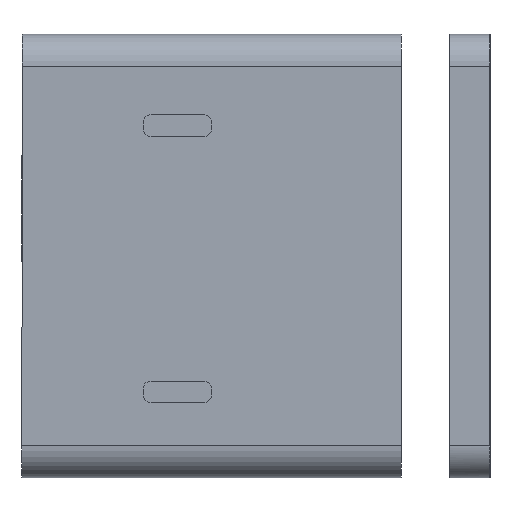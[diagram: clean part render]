
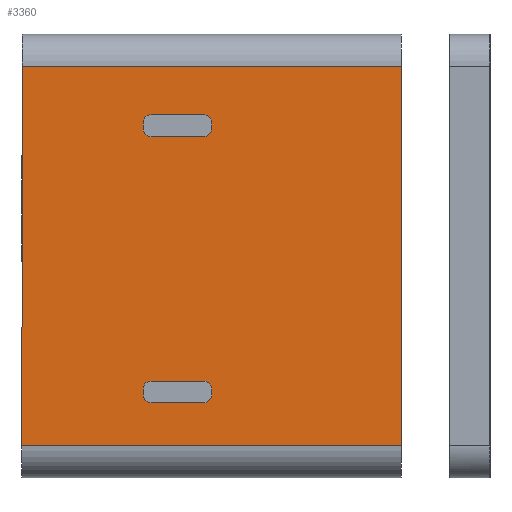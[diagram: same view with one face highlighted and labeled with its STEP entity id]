
A CAD part, left-side view. The second image highlights one B-rep face of the part: STEP entity #3360.
In plain terms, the highlighted planar face has unit normal (-1, 0, 0).
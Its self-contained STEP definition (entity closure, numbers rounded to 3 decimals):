
#343=FACE_BOUND('',#751,.T.);
#344=FACE_BOUND('',#752,.T.);
#358=CIRCLE('',#3413,1.);
#359=CIRCLE('',#3416,1.);
#360=CIRCLE('',#3419,1.);
#361=CIRCLE('',#3422,1.);
#382=CIRCLE('',#3487,1.);
#383=CIRCLE('',#3489,1.);
#384=CIRCLE('',#3492,1.);
#385=CIRCLE('',#3494,1.);
#560=FACE_OUTER_BOUND('',#750,.T.);
#750=EDGE_LOOP('',(#2983,#2984,#2985,#2986));
#751=EDGE_LOOP('',(#2987,#2988,#2989,#2990,#2991,#2992,#2993,#2994));
#752=EDGE_LOOP('',(#2995,#2996,#2997,#2998,#2999,#3000,#3001,#3002));
#800=LINE('',#4167,#1061);
#803=LINE('',#4175,#1064);
#807=LINE('',#4185,#1068);
#810=LINE('',#4193,#1071);
#815=LINE('',#4208,#1076);
#946=LINE('',#6052,#1207);
#996=LINE('',#6161,#1257);
#1000=LINE('',#6172,#1261);
#1004=LINE('',#6184,#1265);
#1005=LINE('',#6186,#1266);
#1012=LINE('',#6199,#1273);
#1013=LINE('',#6201,#1274);
#1061=VECTOR('',#3594,10.);
#1064=VECTOR('',#3603,10.);
#1068=VECTOR('',#3613,10.);
#1071=VECTOR('',#3622,10.);
#1076=VECTOR('',#3633,10.);
#1207=VECTOR('',#3828,10.);
#1257=VECTOR('',#3932,10.);
#1261=VECTOR('',#3946,10.);
#1265=VECTOR('',#3960,10.);
#1266=VECTOR('',#3963,10.);
#1273=VECTOR('',#3978,10.);
#1274=VECTOR('',#3981,10.);
#1327=VERTEX_POINT('',#4159);
#1328=VERTEX_POINT('',#4161);
#1329=VERTEX_POINT('',#4165);
#1330=VERTEX_POINT('',#4169);
#1331=VERTEX_POINT('',#4173);
#1332=VERTEX_POINT('',#4177);
#1333=VERTEX_POINT('',#4179);
#1334=VERTEX_POINT('',#4183);
#1335=VERTEX_POINT('',#4187);
#1336=VERTEX_POINT('',#4191);
#1342=VERTEX_POINT('',#4205);
#1343=VERTEX_POINT('',#4207);
#1564=VERTEX_POINT('',#6038);
#1570=VERTEX_POINT('',#6050);
#1602=VERTEX_POINT('',#6160);
#1603=VERTEX_POINT('',#6164);
#1604=VERTEX_POINT('',#6168);
#1605=VERTEX_POINT('',#6174);
#1606=VERTEX_POINT('',#6178);
#1607=VERTEX_POINT('',#6180);
#1656=EDGE_CURVE('',#1327,#1328,#358,.T.);
#1659=EDGE_CURVE('',#1327,#1329,#800,.T.);
#1661=EDGE_CURVE('',#1330,#1329,#359,.T.);
#1663=EDGE_CURVE('',#1330,#1331,#803,.T.);
#1665=EDGE_CURVE('',#1332,#1333,#360,.T.);
#1668=EDGE_CURVE('',#1332,#1334,#807,.T.);
#1670=EDGE_CURVE('',#1335,#1334,#361,.T.);
#1672=EDGE_CURVE('',#1335,#1336,#810,.T.);
#1678=EDGE_CURVE('',#1342,#1343,#815,.T.);
#2008=EDGE_CURVE('',#1570,#1564,#946,.T.);
#2062=EDGE_CURVE('',#1602,#1328,#996,.T.);
#2065=EDGE_CURVE('',#1603,#1331,#382,.T.);
#2066=EDGE_CURVE('',#1602,#1604,#383,.T.);
#2068=EDGE_CURVE('',#1603,#1604,#1000,.T.);
#2070=EDGE_CURVE('',#1605,#1336,#384,.T.);
#2072=EDGE_CURVE('',#1606,#1607,#385,.T.);
#2074=EDGE_CURVE('',#1605,#1607,#1004,.T.);
#2075=EDGE_CURVE('',#1606,#1333,#1005,.T.);
#2082=EDGE_CURVE('',#1564,#1342,#1012,.T.);
#2083=EDGE_CURVE('',#1343,#1570,#1013,.T.);
#2983=ORIENTED_EDGE('',*,*,#2082,.F.);
#2984=ORIENTED_EDGE('',*,*,#2008,.F.);
#2985=ORIENTED_EDGE('',*,*,#2083,.F.);
#2986=ORIENTED_EDGE('',*,*,#1678,.F.);
#2987=ORIENTED_EDGE('',*,*,#2068,.T.);
#2988=ORIENTED_EDGE('',*,*,#2066,.F.);
#2989=ORIENTED_EDGE('',*,*,#2062,.T.);
#2990=ORIENTED_EDGE('',*,*,#1656,.F.);
#2991=ORIENTED_EDGE('',*,*,#1659,.T.);
#2992=ORIENTED_EDGE('',*,*,#1661,.F.);
#2993=ORIENTED_EDGE('',*,*,#1663,.T.);
#2994=ORIENTED_EDGE('',*,*,#2065,.F.);
#2995=ORIENTED_EDGE('',*,*,#2074,.T.);
#2996=ORIENTED_EDGE('',*,*,#2072,.F.);
#2997=ORIENTED_EDGE('',*,*,#2075,.T.);
#2998=ORIENTED_EDGE('',*,*,#1665,.F.);
#2999=ORIENTED_EDGE('',*,*,#1668,.T.);
#3000=ORIENTED_EDGE('',*,*,#1670,.F.);
#3001=ORIENTED_EDGE('',*,*,#1672,.T.);
#3002=ORIENTED_EDGE('',*,*,#2070,.F.);
#3197=PLANE('',#3501);
#3360=ADVANCED_FACE('',(#560,#343,#344),#3197,.T.);
#3413=AXIS2_PLACEMENT_3D('',#4162,#3588,#3589);
#3416=AXIS2_PLACEMENT_3D('',#4171,#3598,#3599);
#3419=AXIS2_PLACEMENT_3D('',#4180,#3607,#3608);
#3422=AXIS2_PLACEMENT_3D('',#4189,#3617,#3618);
#3487=AXIS2_PLACEMENT_3D('',#6166,#3937,#3938);
#3489=AXIS2_PLACEMENT_3D('',#6169,#3941,#3942);
#3492=AXIS2_PLACEMENT_3D('',#6176,#3950,#3951);
#3494=AXIS2_PLACEMENT_3D('',#6181,#3955,#3956);
#3501=AXIS2_PLACEMENT_3D('',#6200,#3979,#3980);
#3588=DIRECTION('center_axis',(-1.,0.,0.));
#3589=DIRECTION('ref_axis',(0.,0.707,-0.707));
#3594=DIRECTION('',(0.,0.,1.));
#3598=DIRECTION('center_axis',(-1.,0.,0.));
#3599=DIRECTION('ref_axis',(0.,0.707,0.707));
#3603=DIRECTION('',(0.,-1.,0.));
#3607=DIRECTION('center_axis',(-1.,0.,0.));
#3608=DIRECTION('ref_axis',(0.,0.707,-0.707));
#3613=DIRECTION('',(0.,0.,1.));
#3617=DIRECTION('center_axis',(-1.,0.,0.));
#3618=DIRECTION('ref_axis',(0.,0.707,0.707));
#3622=DIRECTION('',(0.,-1.,0.));
#3633=DIRECTION('',(0.,0.,-1.));
#3828=DIRECTION('',(0.,0.,1.));
#3932=DIRECTION('',(0.,1.,0.));
#3937=DIRECTION('center_axis',(-1.,0.,0.));
#3938=DIRECTION('ref_axis',(0.,-0.707,0.707));
#3941=DIRECTION('center_axis',(-1.,0.,0.));
#3942=DIRECTION('ref_axis',(0.,-0.707,-0.707));
#3946=DIRECTION('',(0.,0.,-1.));
#3950=DIRECTION('center_axis',(-1.,0.,0.));
#3951=DIRECTION('ref_axis',(0.,-0.707,0.707));
#3955=DIRECTION('center_axis',(-1.,0.,0.));
#3956=DIRECTION('ref_axis',(0.,-0.707,-0.707));
#3960=DIRECTION('',(0.,0.,-1.));
#3963=DIRECTION('',(0.,1.,0.));
#3978=DIRECTION('',(0.,-1.,0.));
#3979=DIRECTION('center_axis',(-1.,0.,0.));
#3980=DIRECTION('ref_axis',(0.,0.,-1.));
#3981=DIRECTION('',(0.,1.,0.));
#4159=CARTESIAN_POINT('',(-70.,-10.,10.3));
#4161=CARTESIAN_POINT('',(-70.,-11.,9.3));
#4162=CARTESIAN_POINT('Origin',(-70.,-11.,10.3));
#4165=CARTESIAN_POINT('',(-70.,-10.,11.));
#4167=CARTESIAN_POINT('',(-70.,-10.,32.15));
#4169=CARTESIAN_POINT('',(-70.,-11.,12.));
#4171=CARTESIAN_POINT('Origin',(-70.,-11.,11.));
#4173=CARTESIAN_POINT('',(-70.,-17.5,12.));
#4175=CARTESIAN_POINT('',(-70.,-2.5,12.));
#4177=CARTESIAN_POINT('',(-70.,-10.,43.3));
#4179=CARTESIAN_POINT('',(-70.,-11.,42.3));
#4180=CARTESIAN_POINT('Origin',(-70.,-11.,43.3));
#4183=CARTESIAN_POINT('',(-70.,-10.,44.));
#4185=CARTESIAN_POINT('',(-70.,-10.,48.65));
#4187=CARTESIAN_POINT('',(-70.,-11.,45.));
#4189=CARTESIAN_POINT('Origin',(-70.,-11.,44.));
#4191=CARTESIAN_POINT('',(-70.,-17.5,45.));
#4193=CARTESIAN_POINT('',(-70.,-2.5,45.));
#4205=CARTESIAN_POINT('',(-70.,-42.,51.));
#4207=CARTESIAN_POINT('',(-70.,-42.,4.));
#4208=CARTESIAN_POINT('',(-70.,-42.,0.));
#6038=CARTESIAN_POINT('',(-70.,5.,51.));
#6050=CARTESIAN_POINT('',(-70.,5.,4.));
#6052=CARTESIAN_POINT('',(-70.,5.,0.));
#6160=CARTESIAN_POINT('',(-70.,-17.5,9.3));
#6161=CARTESIAN_POINT('',(-70.,-6.75,9.3));
#6164=CARTESIAN_POINT('',(-70.,-18.5,11.));
#6166=CARTESIAN_POINT('Origin',(-70.,-17.5,11.));
#6168=CARTESIAN_POINT('',(-70.,-18.5,10.3));
#6169=CARTESIAN_POINT('Origin',(-70.,-17.5,10.3));
#6172=CARTESIAN_POINT('',(-70.,-18.5,33.5));
#6174=CARTESIAN_POINT('',(-70.,-18.5,44.));
#6176=CARTESIAN_POINT('Origin',(-70.,-17.5,44.));
#6178=CARTESIAN_POINT('',(-70.,-17.5,42.3));
#6180=CARTESIAN_POINT('',(-70.,-18.5,43.3));
#6181=CARTESIAN_POINT('Origin',(-70.,-17.5,43.3));
#6184=CARTESIAN_POINT('',(-70.,-18.5,50.));
#6186=CARTESIAN_POINT('',(-70.,-6.75,42.3));
#6199=CARTESIAN_POINT('',(-70.,5.,51.));
#6200=CARTESIAN_POINT('Origin',(-70.,5.,55.));
#6201=CARTESIAN_POINT('',(-70.,5.,4.));
